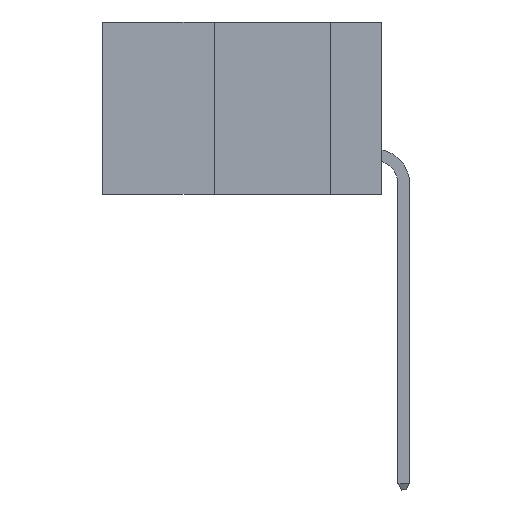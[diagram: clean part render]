
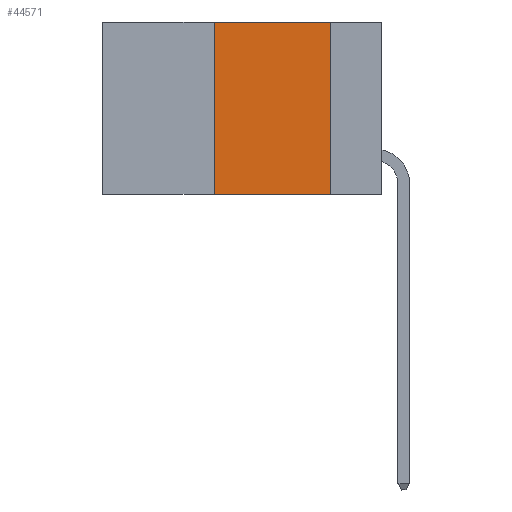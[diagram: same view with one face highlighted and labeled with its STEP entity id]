
A CAD part, left-side view. The second image highlights one B-rep face of the part: STEP entity #44571.
In plain terms, the highlighted planar face has unit normal (-1, 0, 0).
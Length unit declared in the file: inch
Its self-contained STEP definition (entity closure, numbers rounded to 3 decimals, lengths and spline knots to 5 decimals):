
#247 = VECTOR ( 'NONE', #21207, 39.37008 ) ;
#2066 = VECTOR ( 'NONE', #6926, 39.37008 ) ;
#2912 = ORIENTED_EDGE ( 'NONE', *, *, #36070, .F. ) ;
#4951 = CARTESIAN_POINT ( 'NONE',  ( 0., 0.36, 0. ) ) ;
#6926 = DIRECTION ( 'NONE',  ( 0., -1., 0. ) ) ;
#9240 = CARTESIAN_POINT ( 'NONE',  ( 0., 0.6, 0. ) ) ;
#12340 = LINE ( 'NONE', #15401, #24224 ) ;
#13224 = AXIS2_PLACEMENT_3D ( 'NONE', #9240, #27057, #23429 ) ;
#14648 = ORIENTED_EDGE ( 'NONE', *, *, #39018, .T. ) ;
#15094 = CARTESIAN_POINT ( 'NONE',  ( 0., 0.11, 0. ) ) ;
#15401 = CARTESIAN_POINT ( 'NONE',  ( 0., 0.6, 0. ) ) ;
#15923 = CARTESIAN_POINT ( 'NONE',  ( 0., 0.36, 0. ) ) ;
#16530 = VERTEX_POINT ( 'NONE', #24573 ) ;
#17810 = CARTESIAN_POINT ( 'NONE',  ( 0., 0.6, -0.37 ) ) ;
#21207 = DIRECTION ( 'NONE',  ( 0., 0., -1. ) ) ;
#23429 = DIRECTION ( 'NONE',  ( 0., 0., -1. ) ) ;
#24224 = VECTOR ( 'NONE', #44509, 39.37008 ) ;
#24573 = CARTESIAN_POINT ( 'NONE',  ( 0., 0.11, -0.37 ) ) ;
#25298 = CARTESIAN_POINT ( 'NONE',  ( 0., 0.11, 0. ) ) ;
#25387 = LINE ( 'NONE', #15923, #28784 ) ;
#27057 = DIRECTION ( 'NONE',  ( 1., 0., 0. ) ) ;
#28633 = EDGE_CURVE ( 'NONE', #29302, #29743, #12340, .T. ) ;
#28784 = VECTOR ( 'NONE', #44729, 39.37008 ) ;
#29302 = VERTEX_POINT ( 'NONE', #4951 ) ;
#29743 = VERTEX_POINT ( 'NONE', #15094 ) ;
#32146 = EDGE_CURVE ( 'NONE', #43609, #29302, #25387, .T. ) ;
#32903 = EDGE_LOOP ( 'NONE', ( #2912, #33719, #39474, #14648 ) ) ;
#33719 = ORIENTED_EDGE ( 'NONE', *, *, #28633, .F. ) ;
#36070 = EDGE_CURVE ( 'NONE', #29743, #16530, #39713, .T. ) ;
#36496 = LINE ( 'NONE', #17810, #2066 ) ;
#39018 = EDGE_CURVE ( 'NONE', #43609, #16530, #36496, .T. ) ;
#39474 = ORIENTED_EDGE ( 'NONE', *, *, #32146, .F. ) ;
#39713 = LINE ( 'NONE', #25298, #247 ) ;
#40917 = FACE_OUTER_BOUND ( 'NONE', #32903, .T. ) ;
#41515 = PLANE ( 'NONE',  #13224 ) ;
#43609 = VERTEX_POINT ( 'NONE', #46272 ) ;
#44509 = DIRECTION ( 'NONE',  ( 0., -1., 0. ) ) ;
#44571 = ADVANCED_FACE ( 'NONE', ( #40917 ), #41515, .F. ) ;
#44729 = DIRECTION ( 'NONE',  ( 0., 0., 1. ) ) ;
#46272 = CARTESIAN_POINT ( 'NONE',  ( 0., 0.36, -0.37 ) ) ;
